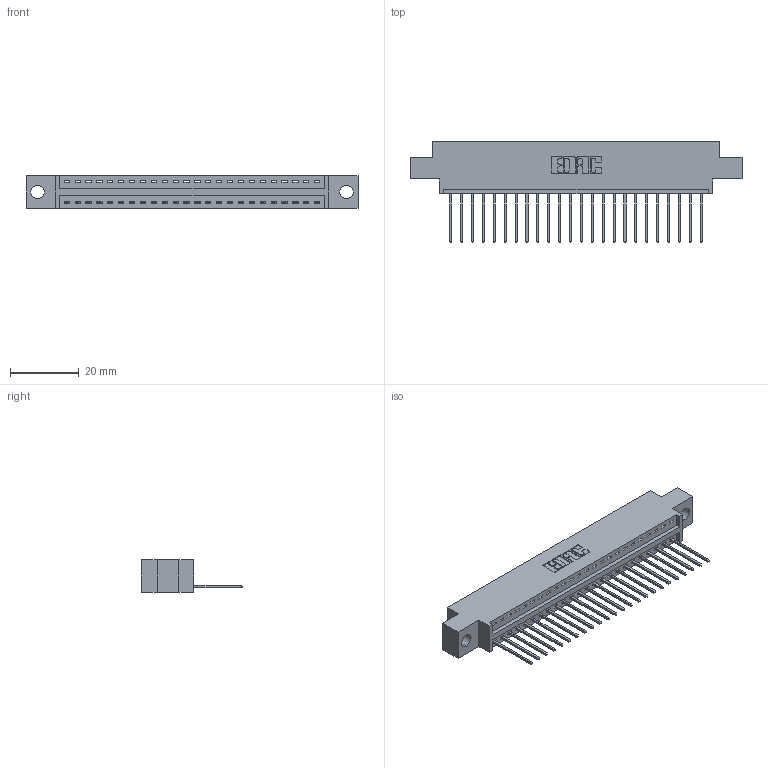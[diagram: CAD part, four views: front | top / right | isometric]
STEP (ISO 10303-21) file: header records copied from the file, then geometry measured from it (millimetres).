
FILE_DESCRIPTION (( 'STEP AP203' ), '1' );
FILE_NAME ('346-024-540-604.STEP', '2022-05-05T23:11:08', ( '' ), ( '' ), 'SwSTEP 2.0', 'SolidWorks 2020', '' );
FILE_SCHEMA (( 'CONFIG_CONTROL_DESIGN' ));
Length unit declared in the file: inch
Products named in the file (3): 346-024-540-604; 345-292-001_345-293-140; 346 Part_0.170 Offset - 0.156 Dia-TH
Assembly tree (25 placements, depth 2):
  346-024-540-604
    346 Part_0.170 Offset - 0.156 Dia-TH
    345-292-001_345-293-140  x24
Bounding box: 96.77 x 29.46 x 9.4 mm (x, y, z)
Volume: 8911.3 mm3; surface area: 11178.7 mm2
Topology: 25 solids, 25 shells, 1532 faces, 4601 edges, 3034 vertices
Faces by surface type: plane 1054, cylinder 478
Entity records: 17887 total; most frequent: CARTESIAN_POINT 3082, ORIENTED_EDGE 3038, DIRECTION 2739, EDGE_CURVE 1519, LINE 1291, VECTOR 1291, VERTEX_POINT 1010, AXIS2_PLACEMENT_3D 724
